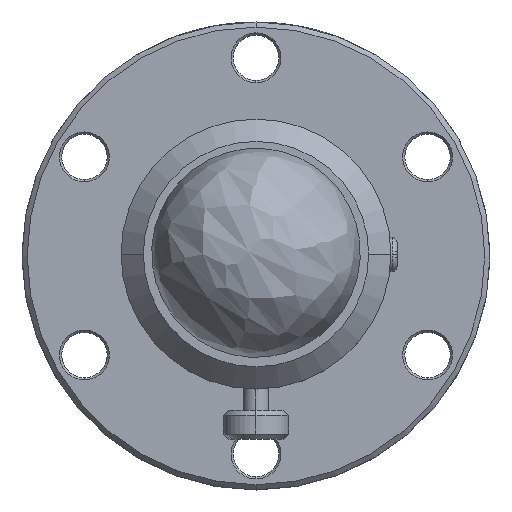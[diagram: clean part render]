
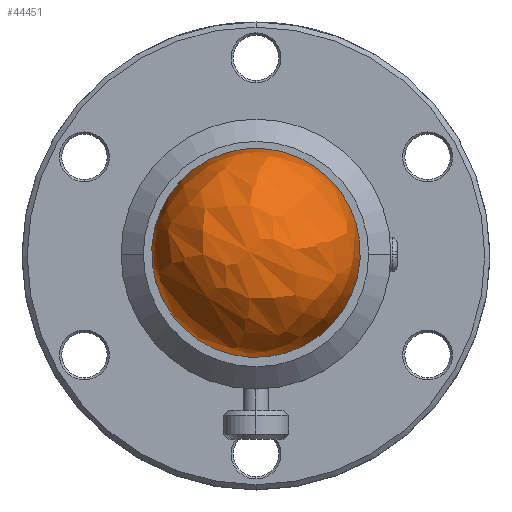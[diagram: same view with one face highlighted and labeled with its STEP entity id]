
A CAD part, top view. The second image highlights one B-rep face of the part: STEP entity #44451.
In plain terms, the highlighted free-form (B-spline) face has degree [3, 3] with [4, 4] control points.
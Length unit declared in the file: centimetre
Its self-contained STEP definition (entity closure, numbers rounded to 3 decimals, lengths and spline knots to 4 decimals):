
#8788 = EDGE_LOOP ( 'NONE', ( #31551, #32258 ) ) ;
#21354 = CARTESIAN_POINT ( 'NONE',  ( 0., 0., 26.8935 ) ) ;
#21355 = DIRECTION ( 'NONE',  ( 0.068, -0.01, -0.998 ) ) ;
#21356 = DIRECTION ( 'NONE',  ( 0.687, 0.725, 0.04 ) ) ;
#21591 = CARTESIAN_POINT ( 'NONE',  ( 0., 0., 26.8935 ) ) ;
#21592 = DIRECTION ( 'NONE',  ( -0.068, 0.01, 0.998 ) ) ;
#21593 = DIRECTION ( 'NONE',  ( 0.687, 0.725, 0.04 ) ) ;
#22906 = EDGE_CURVE ( 'NONE', #31695, #31621, #29124, .T. ) ;
#22929 = EDGE_CURVE ( 'NONE', #31695, #31621, #29135, .T. ) ;
#29124 = CIRCLE ( 'NONE', #75339, 1.5494 ) ;
#29135 = CIRCLE ( 'NONE', #75386, 1.5494 ) ;
#31551 = ORIENTED_EDGE ( 'NONE', *, *, #22906, .F. ) ;
#31621 = VERTEX_POINT ( 'NONE', #72050 ) ;
#31695 = VERTEX_POINT ( 'NONE', #72108 ) ;
#32258 = ORIENTED_EDGE ( 'NONE', *, *, #22929, .T. ) ;
#44451 = ADVANCED_FACE ( 'NONE', ( #70929 ), #87768, .T. ) ;
#70929 = FACE_OUTER_BOUND ( 'NONE', #8788, .T. ) ;
#72050 = CARTESIAN_POINT ( 'NONE',  ( -1.0652, -1.1235, 26.8321 ) ) ;
#72108 = CARTESIAN_POINT ( 'NONE',  ( 1.0652, 1.1235, 26.9549 ) ) ;
#75339 = AXIS2_PLACEMENT_3D ( 'NONE', #21354, #21355, #21356 ) ;
#75386 = AXIS2_PLACEMENT_3D ( 'NONE', #21591, #21592, #21593 ) ;
#87194 = CARTESIAN_POINT ( 'NONE',  ( 1.0652, 1.1235, 26.9549 ) ) ;
#87198 = CARTESIAN_POINT ( 'NONE',  ( 1.0652, 1.1235, 26.9549 ) ) ;
#87200 = CARTESIAN_POINT ( 'NONE',  ( 1.0652, 1.1235, 26.9549 ) ) ;
#87201 = CARTESIAN_POINT ( 'NONE',  ( 1.0652, 1.1235, 26.9549 ) ) ;
#87202 = CARTESIAN_POINT ( 'NONE',  ( -1.1755, 3.2572, 26.7827 ) ) ;
#87203 = CARTESIAN_POINT ( 'NONE',  ( -1.5944, 3.3163, 32.9659 ) ) ;
#87204 = CARTESIAN_POINT ( 'NONE',  ( 2.8868, -0.951, 33.3103 ) ) ;
#87205 = CARTESIAN_POINT ( 'NONE',  ( 3.3058, -1.0101, 27.1272 ) ) ;
#87206 = CARTESIAN_POINT ( 'NONE',  ( -3.3058, 1.0101, 26.6599 ) ) ;
#87207 = CARTESIAN_POINT ( 'NONE',  ( -3.7247, 1.0693, 32.843 ) ) ;
#87208 = CARTESIAN_POINT ( 'NONE',  ( 0.7565, -3.198, 33.1875 ) ) ;
#87209 = CARTESIAN_POINT ( 'NONE',  ( 1.1755, -3.2572, 27.0043 ) ) ;
#87210 = CARTESIAN_POINT ( 'NONE',  ( -1.0652, -1.1235, 26.8321 ) ) ;
#87211 = CARTESIAN_POINT ( 'NONE',  ( -1.0652, -1.1235, 26.8321 ) ) ;
#87212 = CARTESIAN_POINT ( 'NONE',  ( -1.0652, -1.1235, 26.8321 ) ) ;
#87213 = CARTESIAN_POINT ( 'NONE',  ( -1.0652, -1.1235, 26.8321 ) ) ;
#87768 =( BOUNDED_SURFACE ( )  B_SPLINE_SURFACE ( 3, 3, ( 
 ( #87198, #87194, #87200, #87201 ),
 ( #87202, #87203, #87204, #87205 ),
 ( #87206, #87207, #87208, #87209 ),
 ( #87210, #87211, #87212, #87213 ) ),
 .UNSPECIFIED., .F., .F., .F. ) 
 B_SPLINE_SURFACE_WITH_KNOTS ( ( 4, 4 ),
 ( 4, 4 ),
 ( 0., 1. ),
 ( 0., 1. ),
 .UNSPECIFIED. ) 
 GEOMETRIC_REPRESENTATION_ITEM ( )  RATIONAL_B_SPLINE_SURFACE ( (
 ( 1., 0.333, 0.333, 1.),
 ( 0.333, 0.111, 0.111, 0.333),
 ( 0.333, 0.111, 0.111, 0.333),
 ( 1., 0.333, 0.333, 1.) ) ) 
 REPRESENTATION_ITEM ( '' )  SURFACE ( )  );
